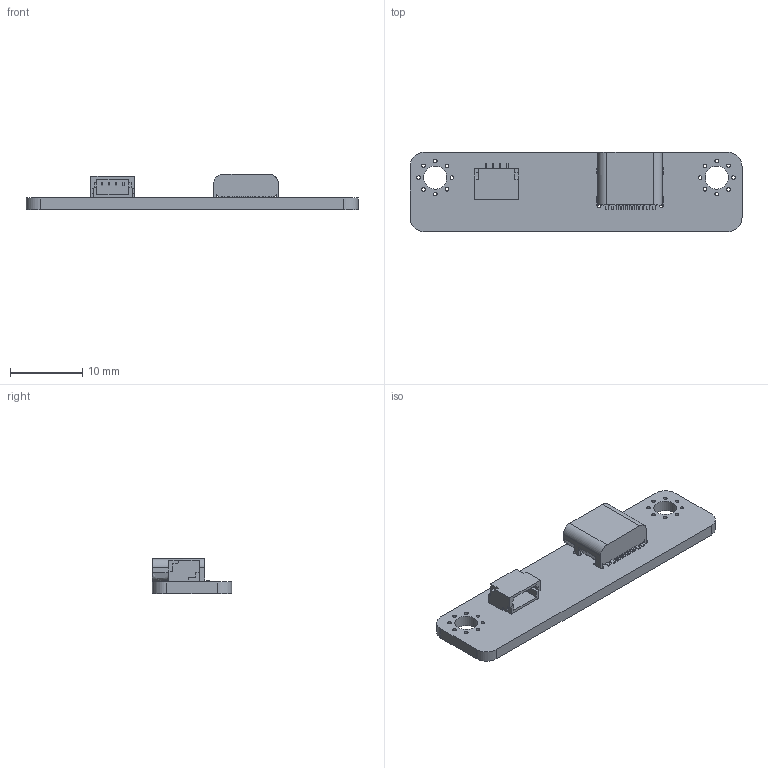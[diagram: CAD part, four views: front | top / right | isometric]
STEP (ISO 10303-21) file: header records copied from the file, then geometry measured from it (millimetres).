
FILE_DESCRIPTION(('KiCad electronic assembly'),'2;1');
FILE_NAME('madcatdb.step','2022-03-26T01:30:34',('Pcbnew'),('Kicad'), 'Open CASCADE STEP processor 7.5','KiCad to STEP converter','Unknown' );
FILE_SCHEMA(('AUTOMOTIVE_DESIGN { 1 0 10303 214 1 1 1 1 }'));
Length unit declared in the file: millimetre
Products named in the file (6): madcatdb 1; HRO  TYPE-C-31-M-12; SOLID; SM04B-SRSS-TB; madcatdb PCB
Assembly tree (5 placements, depth 3):
  madcatdb 1
    HRO  TYPE-C-31-M-12
      SOLID
    SM04B-SRSS-TB
      SOLID
    madcatdb PCB
Bounding box: 46 x 11 x 4.86 mm (x, y, z)
Volume: 909.5 mm3; surface area: 1843.9 mm2
Topology: 3 solids, 3 shells, 271 faces, 746 edges, 490 vertices
Faces by surface type: bspline 225, cylinder 32, plane 14
Full cylindrical faces by diameter (mm): 0.5 x16, 0.65 x2, 3.2 x2
Entity records: 17544 total; most frequent: CARTESIAN_POINT 6042, B_SPLINE_CURVE_WITH_KNOTS 1716, ORIENTED_EDGE 1492, PCURVE 1492, DEFINITIONAL_REPRESENTATION 1492, EDGE_CURVE 746, SURFACE_CURVE 722, DIRECTION 564
